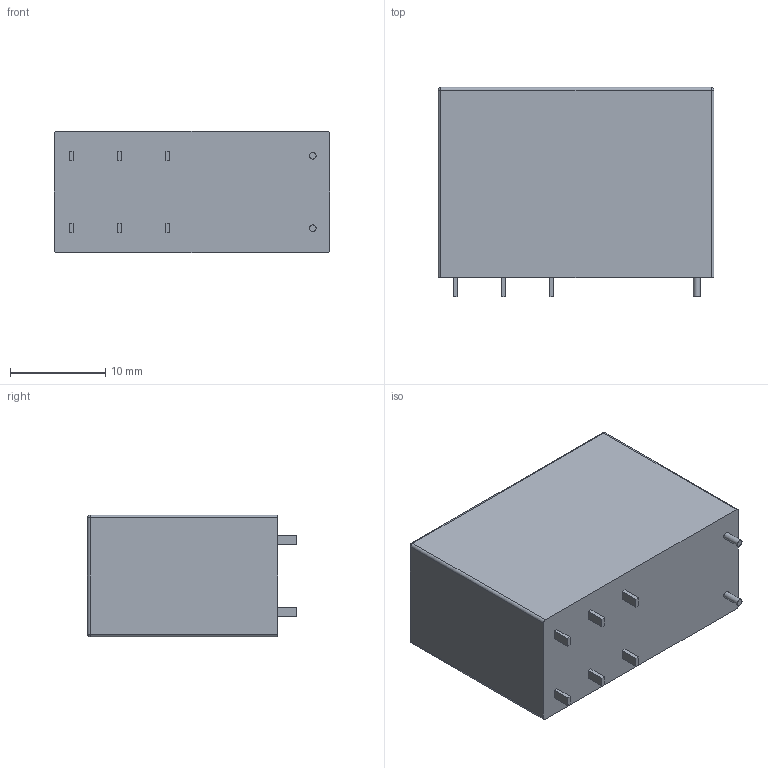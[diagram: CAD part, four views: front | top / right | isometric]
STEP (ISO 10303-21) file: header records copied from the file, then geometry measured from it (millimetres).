
FILE_DESCRIPTION(/* description */ (''),/* implementation_level */ '2;1');
FILE_NAME(/* name */ 'Relay - DPDT Black.step',/* time_stamp */ '2019-10-15T13:46:13+11:00',/* author */ (''),/* organization */ (''),/* preprocessor_version */ 'ST-DEVELOPER v18',/* originating_system */ 'Autodesk Translation Framework v8.6.0.1094',/* authorisation */ '');
FILE_SCHEMA (('AUTOMOTIVE_DESIGN { 1 0 10303 214 3 1 1 }'));
Length unit declared in the file: millimetre
Products named in the file (1): Relay - DPDT Black
Bounding box: 29 x 22 x 12.8 mm (x, y, z)
Volume: 7427.2 mm3; surface area: 2441.9 mm2
Topology: 9 solids, 9 shells, 60 faces, 114 edges, 72 vertices
Faces by surface type: plane 46, cylinder 10, sphere 4
Full cylindrical faces by diameter (mm): 0.7 x2
Entity records: 1514 total; most frequent: DIRECTION 256, CARTESIAN_POINT 247, ORIENTED_EDGE 228, EDGE_CURVE 114, LINE 94, VECTOR 94, AXIS2_PLACEMENT_3D 81, VERTEX_POINT 72
